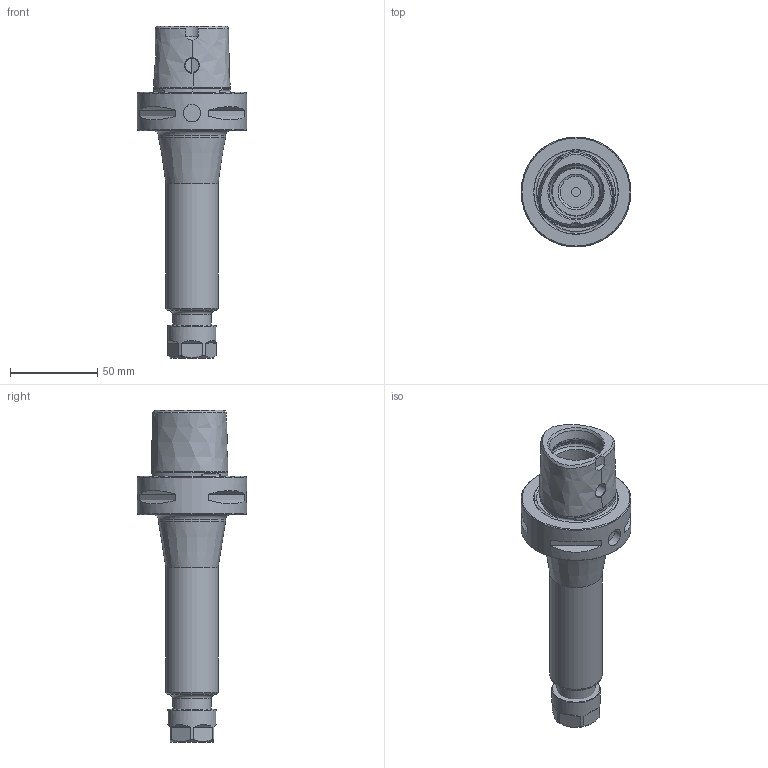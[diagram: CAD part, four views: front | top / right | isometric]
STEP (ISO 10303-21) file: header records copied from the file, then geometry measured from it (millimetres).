
FILE_DESCRIPTION(/* description */ ('STEP AP203'),/* implementation_level */ '2;1');
FILE_NAME(/* name */ 'PSC6-ER16-6.0.step',/* time_stamp */ '2026-03-18T17:42:53-05:00',/* author */ (''),/* organization */ (''),/* preprocessor_version */ 'ST-DEVELOPER v20.1',/* originating_system */ 'Autodesk Translation Framework v14.24.0.0',/* authorisation */ '');
FILE_SCHEMA (('AUTOMOTIVE_DESIGN { 1 0 10303 214 3 1 1 }'));
Length unit declared in the file: inch
Products named in the file (2): C6-BLANK; ER16 Collet Nut v1
Assembly tree (1 placements, depth 2):
  C6-BLANK
    ER16 Collet Nut v1
Bounding box: 63 x 63 x 190.4 mm (x, y, z)
Volume: 184926.9 mm3; surface area: 37092.5 mm2
Topology: 2 solids, 2 shells, 100 faces, 245 edges, 156 vertices
Faces by surface type: plane 46, cone 22, cylinder 17, bspline 8, torus 7
Full cylindrical faces by diameter (mm): 4.999 x1, 8.1 x3, 8.5 x1, 10 x1, 11.303 x1, 18 x1, 22 x1, 27.965 x1, 28 x2, 29.959 x1, 32 x1, 38.43 x1, 63 x1
Entity records: 7386 total; most frequent: CARTESIAN_POINT 4991, DIRECTION 492, ORIENTED_EDGE 486, EDGE_CURVE 243, AXIS2_PLACEMENT_3D 205, VERTEX_POINT 156, EDGE_LOOP 113, FACE_OUTER_BOUND 100
